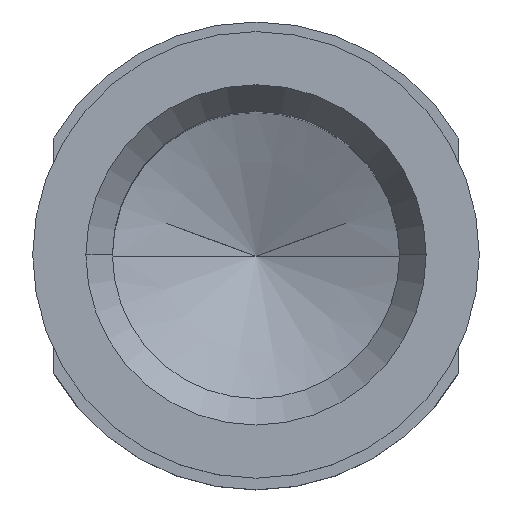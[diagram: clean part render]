
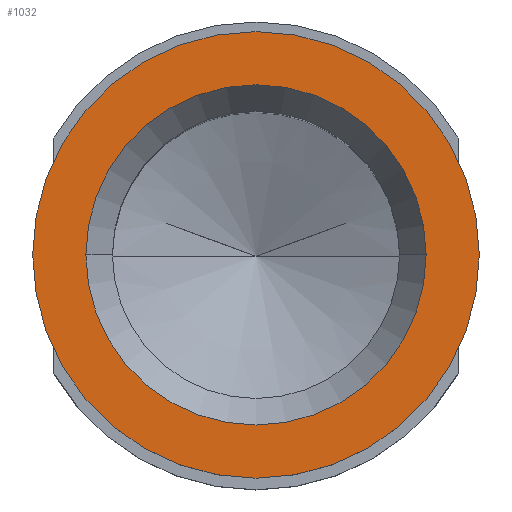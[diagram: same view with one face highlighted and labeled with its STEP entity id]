
A CAD part, top view. The second image highlights one B-rep face of the part: STEP entity #1032.
In plain terms, the highlighted planar face has unit normal (0, 0, 1).
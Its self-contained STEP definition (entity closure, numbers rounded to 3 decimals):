
#379=CARTESIAN_POINT('',(0.,0.,30.933));
#380=DIRECTION('',(0.,0.,-1.));
#381=DIRECTION('',(-1.,0.,0.));
#382=AXIS2_PLACEMENT_3D('',#379,#380,#381);
#384=CARTESIAN_POINT('',(0.,0.,30.933));
#385=DIRECTION('',(0.,0.,1.));
#386=DIRECTION('',(-1.,0.,0.));
#387=AXIS2_PLACEMENT_3D('',#384,#385,#386);
#389=CARTESIAN_POINT('',(0.,0.,30.933));
#390=DIRECTION('',(0.,0.,1.));
#391=DIRECTION('',(-1.,0.,0.));
#392=AXIS2_PLACEMENT_3D('',#389,#390,#391);
#398=CARTESIAN_POINT('',(0.,0.,30.933));
#399=DIRECTION('',(0.,0.,-1.));
#400=DIRECTION('',(-1.,0.,0.));
#401=AXIS2_PLACEMENT_3D('',#398,#399,#400);
#495=CARTESIAN_POINT('',(-10.5,0.,30.933));
#496=VERTEX_POINT('',#495);
#497=CARTESIAN_POINT('',(-8.,0.,30.933));
#499=VERTEX_POINT('',#497);
#515=CARTESIAN_POINT('',(10.5,0.,30.933));
#516=VERTEX_POINT('',#515);
#517=CARTESIAN_POINT('',(8.,0.,30.933));
#519=VERTEX_POINT('',#517);
#1017=CARTESIAN_POINT('',(0.,0.,30.933));
#1018=DIRECTION('',(0.,0.,1.));
#1019=DIRECTION('',(-1.,0.,0.));
#1020=AXIS2_PLACEMENT_3D('',#1017,#1018,#1019);
#1021=PLANE('',#1020);
#1022=ORIENTED_EDGE('',*,*,#999,.T.);
#1023=ORIENTED_EDGE('',*,*,#1010,.F.);
#1024=EDGE_LOOP('',(#1022,#1023));
#1025=FACE_OUTER_BOUND('',#1024,.F.);
#1027=ORIENTED_EDGE('',*,*,#1026,.T.);
#1029=ORIENTED_EDGE('',*,*,#1028,.F.);
#1030=EDGE_LOOP('',(#1027,#1029));
#1031=FACE_BOUND('',#1030,.F.);
#1032=ADVANCED_FACE('',(#1025,#1031),#1021,.T.);
#383=CIRCLE('',#382,10.5);
#388=CIRCLE('',#387,10.5);
#393=CIRCLE('',#392,8.);
#402=CIRCLE('',#401,8.);
#999=EDGE_CURVE('',#496,#516,#383,.T.);
#1010=EDGE_CURVE('',#496,#516,#388,.T.);
#1026=EDGE_CURVE('',#499,#519,#393,.T.);
#1028=EDGE_CURVE('',#499,#519,#402,.T.);
